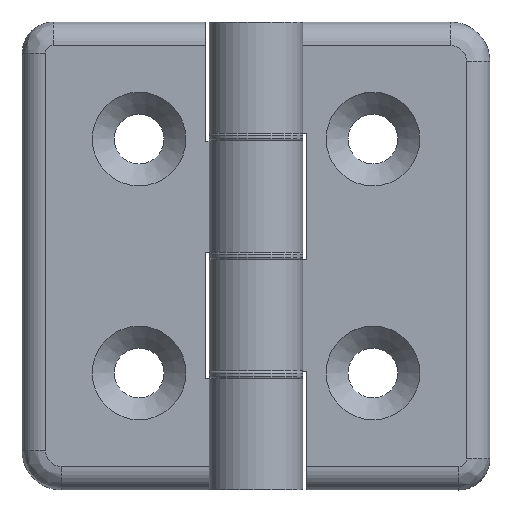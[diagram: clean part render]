
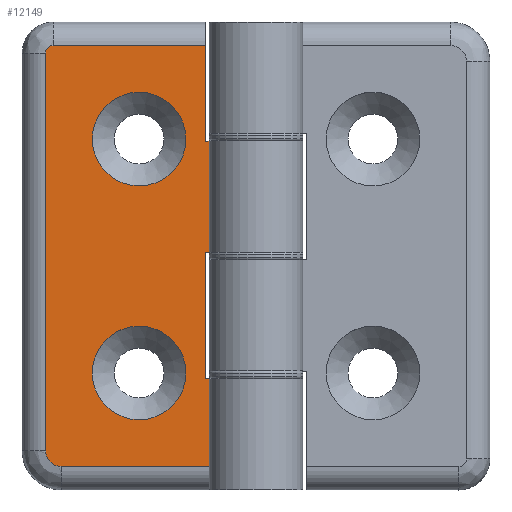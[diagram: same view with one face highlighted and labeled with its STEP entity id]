
A CAD part, top view. The second image highlights one B-rep face of the part: STEP entity #12149.
In plain terms, the highlighted planar face has unit normal (0, 0, 1).
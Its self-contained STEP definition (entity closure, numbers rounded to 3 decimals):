
#1283=FACE_BOUND('',#4549,.T.);
#1284=FACE_BOUND('',#4550,.T.);
#2170=LINE('',#24189,#3113);
#2173=LINE('',#24200,#3116);
#2178=LINE('',#24215,#3121);
#2186=LINE('',#24234,#3129);
#2229=LINE('',#24366,#3172);
#2231=LINE('',#24386,#3174);
#2233=LINE('',#24406,#3176);
#2234=LINE('',#24408,#3177);
#2235=LINE('',#24409,#3178);
#2236=LINE('',#24410,#3179);
#3113=VECTOR('',#13919,10.);
#3116=VECTOR('',#13928,10.);
#3121=VECTOR('',#13939,10.);
#3129=VECTOR('',#13959,10.);
#3172=VECTOR('',#14092,10.);
#3174=VECTOR('',#14104,10.);
#3176=VECTOR('',#14116,10.);
#3177=VECTOR('',#14119,10.);
#3178=VECTOR('',#14120,10.);
#3179=VECTOR('',#14121,10.);
#3852=FACE_OUTER_BOUND('',#4548,.T.);
#4548=EDGE_LOOP('',(#11164,#11165,#11166,#11167,#11168,#11169,#11170,#11171,
#11172,#11173,#11174,#11175));
#4549=EDGE_LOOP('',(#11176));
#4550=EDGE_LOOP('',(#11177));
#4628=CIRCLE('',#12514,2.);
#4632=CIRCLE('',#12519,1.);
#4634=CIRCLE('',#12523,6.);
#4635=CIRCLE('',#12524,6.);
#5775=VERTEX_POINT('',#24186);
#5776=VERTEX_POINT('',#24188);
#5780=VERTEX_POINT('',#24197);
#5781=VERTEX_POINT('',#24199);
#5787=VERTEX_POINT('',#24212);
#5788=VERTEX_POINT('',#24214);
#5793=VERTEX_POINT('',#24233);
#5824=VERTEX_POINT('',#24362);
#5826=VERTEX_POINT('',#24376);
#5828=VERTEX_POINT('',#24382);
#5830=VERTEX_POINT('',#24396);
#5832=VERTEX_POINT('',#24402);
#5834=VERTEX_POINT('',#24411);
#5835=VERTEX_POINT('',#24413);
#7535=EDGE_CURVE('',#5776,#5775,#2170,.T.);
#7540=EDGE_CURVE('',#5781,#5780,#2173,.T.);
#7547=EDGE_CURVE('',#5788,#5787,#2178,.T.);
#7557=EDGE_CURVE('',#5776,#5793,#2186,.T.);
#7619=EDGE_CURVE('',#5793,#5824,#2229,.T.);
#7622=EDGE_CURVE('',#5824,#5826,#4628,.T.);
#7625=EDGE_CURVE('',#5826,#5828,#2231,.T.);
#7628=EDGE_CURVE('',#5828,#5830,#4632,.T.);
#7631=EDGE_CURVE('',#5830,#5832,#2233,.T.);
#7632=EDGE_CURVE('',#5788,#5780,#2234,.T.);
#7633=EDGE_CURVE('',#5787,#5832,#2235,.T.);
#7634=EDGE_CURVE('',#5775,#5781,#2236,.T.);
#7635=EDGE_CURVE('',#5834,#5834,#4634,.T.);
#7636=EDGE_CURVE('',#5835,#5835,#4635,.T.);
#11164=ORIENTED_EDGE('',*,*,#7540,.T.);
#11165=ORIENTED_EDGE('',*,*,#7632,.F.);
#11166=ORIENTED_EDGE('',*,*,#7547,.T.);
#11167=ORIENTED_EDGE('',*,*,#7633,.T.);
#11168=ORIENTED_EDGE('',*,*,#7631,.F.);
#11169=ORIENTED_EDGE('',*,*,#7628,.F.);
#11170=ORIENTED_EDGE('',*,*,#7625,.F.);
#11171=ORIENTED_EDGE('',*,*,#7622,.F.);
#11172=ORIENTED_EDGE('',*,*,#7619,.F.);
#11173=ORIENTED_EDGE('',*,*,#7557,.F.);
#11174=ORIENTED_EDGE('',*,*,#7535,.T.);
#11175=ORIENTED_EDGE('',*,*,#7634,.T.);
#11176=ORIENTED_EDGE('',*,*,#7635,.T.);
#11177=ORIENTED_EDGE('',*,*,#7636,.T.);
#11499=PLANE('',#12522);
#12149=ADVANCED_FACE('',(#3852,#1283,#1284),#11499,.T.);
#12514=AXIS2_PLACEMENT_3D('',#24380,#14097,#14098);
#12519=AXIS2_PLACEMENT_3D('',#24400,#14109,#14110);
#12522=AXIS2_PLACEMENT_3D('',#24407,#14117,#14118);
#12523=AXIS2_PLACEMENT_3D('',#24412,#14122,#14123);
#12524=AXIS2_PLACEMENT_3D('',#24414,#14124,#14125);
#13919=DIRECTION('',(1.,0.,0.));
#13928=DIRECTION('',(-1.,0.,0.));
#13939=DIRECTION('',(1.,0.,0.));
#13959=DIRECTION('',(0.,1.,0.));
#14092=DIRECTION('',(1.,0.,0.));
#14097=DIRECTION('center_axis',(0.,0.,-1.));
#14098=DIRECTION('ref_axis',(0.707,0.707,0.));
#14104=DIRECTION('',(0.,-1.,0.));
#14109=DIRECTION('center_axis',(0.,0.,-1.));
#14110=DIRECTION('ref_axis',(0.707,-0.707,0.));
#14116=DIRECTION('',(-1.,0.,0.));
#14117=DIRECTION('center_axis',(0.,0.,1.));
#14118=DIRECTION('ref_axis',(1.,0.,0.));
#14119=DIRECTION('',(0.,1.,0.));
#14120=DIRECTION('',(0.,-1.,0.));
#14121=DIRECTION('',(0.,-1.,0.));
#14122=DIRECTION('center_axis',(0.,0.,-1.));
#14123=DIRECTION('ref_axis',(1.,0.,0.));
#14124=DIRECTION('center_axis',(0.,0.,-1.));
#14125=DIRECTION('ref_axis',(1.,0.,0.));
#24186=CARTESIAN_POINT('',(-9.019,15.75,5.));
#24188=CARTESIAN_POINT('',(-9.519,15.75,5.));
#24189=CARTESIAN_POINT('',(-9.269,15.75,5.));
#24197=CARTESIAN_POINT('',(-9.519,-0.5,5.));
#24199=CARTESIAN_POINT('',(-9.019,-0.5,5.));
#24200=CARTESIAN_POINT('',(-24.759,-0.5,5.));
#24212=CARTESIAN_POINT('',(-9.019,-14.75,5.));
#24214=CARTESIAN_POINT('',(-9.519,-14.75,5.));
#24215=CARTESIAN_POINT('',(-9.269,-14.75,5.));
#24233=CARTESIAN_POINT('',(-9.519,27.,5.));
#24234=CARTESIAN_POINT('',(-9.519,0.,5.));
#24362=CARTESIAN_POINT('',(9.481,27.,5.));
#24366=CARTESIAN_POINT('',(-6.519,27.,5.));
#24376=CARTESIAN_POINT('',(11.481,25.,5.));
#24380=CARTESIAN_POINT('Origin',(9.481,25.,5.));
#24382=CARTESIAN_POINT('',(11.481,-26.,5.));
#24386=CARTESIAN_POINT('',(11.481,0.,5.));
#24396=CARTESIAN_POINT('',(10.481,-27.,5.));
#24400=CARTESIAN_POINT('Origin',(10.481,-26.,5.));
#24402=CARTESIAN_POINT('',(-9.019,-27.,5.));
#24406=CARTESIAN_POINT('',(-6.519,-27.,5.));
#24407=CARTESIAN_POINT('Origin',(-9.519,0.,5.));
#24408=CARTESIAN_POINT('',(-9.519,0.,5.));
#24409=CARTESIAN_POINT('',(-9.019,-15.,5.));
#24410=CARTESIAN_POINT('',(-9.019,-0.25,5.));
#24411=CARTESIAN_POINT('',(-6.519,15.,5.));
#24412=CARTESIAN_POINT('Origin',(-0.519,15.,5.));
#24413=CARTESIAN_POINT('',(-6.519,-15.,5.));
#24414=CARTESIAN_POINT('Origin',(-0.519,-15.,5.));
